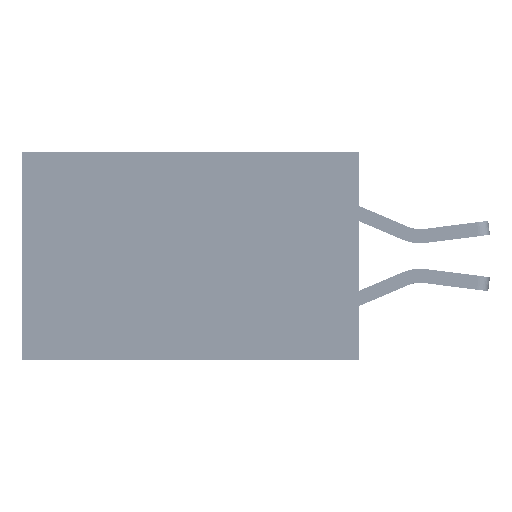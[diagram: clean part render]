
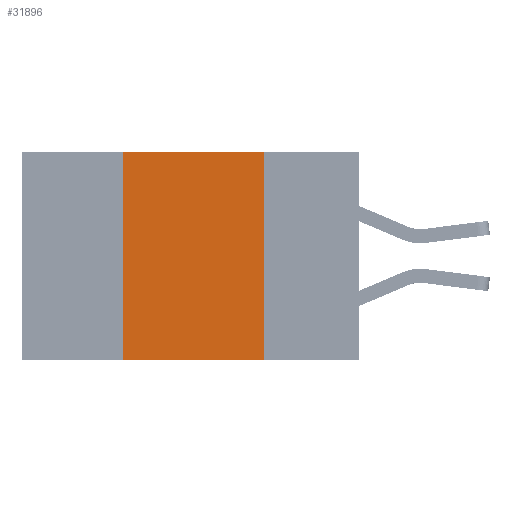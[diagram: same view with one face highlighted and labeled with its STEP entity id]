
A CAD part, left-side view. The second image highlights one B-rep face of the part: STEP entity #31896.
In plain terms, the highlighted planar face has unit normal (-1, 0, 0).
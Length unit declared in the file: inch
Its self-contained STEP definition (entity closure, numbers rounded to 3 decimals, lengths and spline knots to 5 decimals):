
#470 = VERTEX_POINT ( 'NONE', #22236 ) ;
#741 = VECTOR ( 'NONE', #814, 39.37008 ) ;
#814 = DIRECTION ( 'NONE',  ( 0., 0., 1. ) ) ;
#4816 = PLANE ( 'NONE',  #15602 ) ;
#9528 = DIRECTION ( 'NONE',  ( 0., -1., 0. ) ) ;
#9758 = CARTESIAN_POINT ( 'NONE',  ( 0., 0.6, 0. ) ) ;
#10074 = EDGE_CURVE ( 'NONE', #30072, #40097, #11760, .T. ) ;
#11750 = CARTESIAN_POINT ( 'NONE',  ( 0., 0.6, 0. ) ) ;
#11760 = LINE ( 'NONE', #25405, #17754 ) ;
#11959 = DIRECTION ( 'NONE',  ( 0., 0., -1. ) ) ;
#15602 = AXIS2_PLACEMENT_3D ( 'NONE', #11750, #23076, #11959 ) ;
#17754 = VECTOR ( 'NONE', #22704, 39.37008 ) ;
#18788 = EDGE_CURVE ( 'NONE', #30281, #470, #24103, .T. ) ;
#18806 = VECTOR ( 'NONE', #9528, 39.37008 ) ;
#20035 = CARTESIAN_POINT ( 'NONE',  ( 0., 0.17, 0. ) ) ;
#21192 = CARTESIAN_POINT ( 'NONE',  ( 0., 0.42, 0. ) ) ;
#21728 = EDGE_CURVE ( 'NONE', #470, #30072, #31014, .T. ) ;
#22236 = CARTESIAN_POINT ( 'NONE',  ( 0., 0.42, 0. ) ) ;
#22704 = DIRECTION ( 'NONE',  ( 0., 0., -1. ) ) ;
#23076 = DIRECTION ( 'NONE',  ( 1., 0., 0. ) ) ;
#23442 = ORIENTED_EDGE ( 'NONE', *, *, #18788, .F. ) ;
#23517 = LINE ( 'NONE', #34057, #34467 ) ;
#23591 = ORIENTED_EDGE ( 'NONE', *, *, #37997, .T. ) ;
#24103 = LINE ( 'NONE', #21192, #741 ) ;
#25405 = CARTESIAN_POINT ( 'NONE',  ( 0., 0.17, 0. ) ) ;
#30072 = VERTEX_POINT ( 'NONE', #20035 ) ;
#30281 = VERTEX_POINT ( 'NONE', #41543 ) ;
#31014 = LINE ( 'NONE', #9758, #18806 ) ;
#31896 = ADVANCED_FACE ( 'NONE', ( #42666 ), #4816, .F. ) ;
#33196 = CARTESIAN_POINT ( 'NONE',  ( 0., 0.17, -0.37 ) ) ;
#33473 = ORIENTED_EDGE ( 'NONE', *, *, #21728, .F. ) ;
#34057 = CARTESIAN_POINT ( 'NONE',  ( 0., 0.6, -0.37 ) ) ;
#34467 = VECTOR ( 'NONE', #43485, 39.37008 ) ;
#37997 = EDGE_CURVE ( 'NONE', #30281, #40097, #23517, .T. ) ;
#38278 = EDGE_LOOP ( 'NONE', ( #41606, #33473, #23442, #23591 ) ) ;
#40097 = VERTEX_POINT ( 'NONE', #33196 ) ;
#41543 = CARTESIAN_POINT ( 'NONE',  ( 0., 0.42, -0.37 ) ) ;
#41606 = ORIENTED_EDGE ( 'NONE', *, *, #10074, .F. ) ;
#42666 = FACE_OUTER_BOUND ( 'NONE', #38278, .T. ) ;
#43485 = DIRECTION ( 'NONE',  ( 0., -1., 0. ) ) ;
